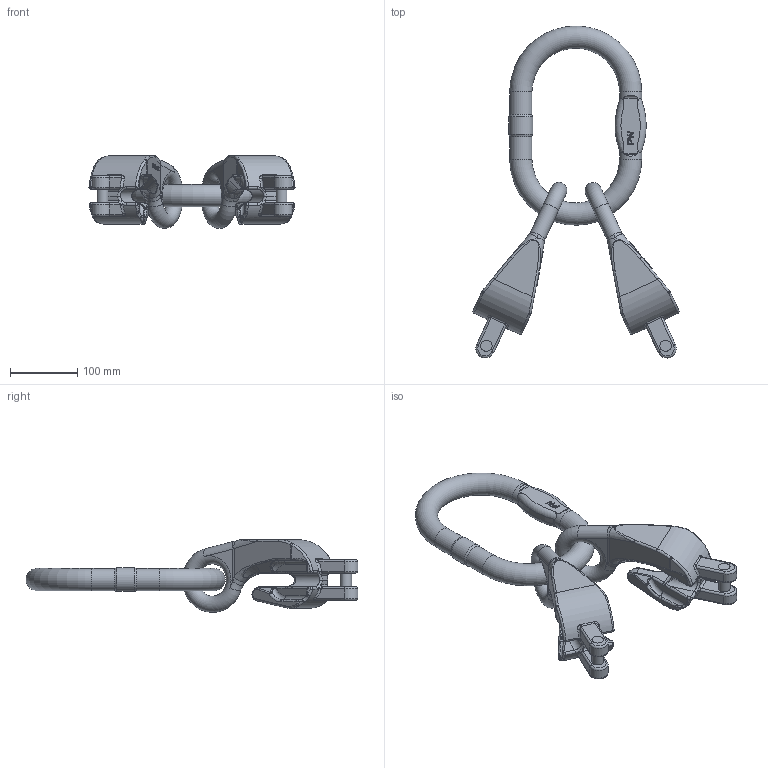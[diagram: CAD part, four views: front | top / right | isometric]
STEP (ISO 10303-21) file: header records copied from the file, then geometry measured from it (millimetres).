
FILE_DESCRIPTION(/* description */ (''),/* implementation_level */ '2;1');
FILE_NAME(/* name */ 'VMXKW2-16 Kundenmodell.stp',/* time_stamp */ '2017-11-09T15:46:32+01:00',/* author */ (''),/* organization */ (''),/* preprocessor_version */ 'ST-DEVELOPER v16',/* originating_system */ 'SIEMENS PLM Software NX 11.0',/* authorisation */ '');
FILE_SCHEMA (('AUTOMOTIVE_DESIGN { 1 0 10303 214 3 1 1 1 }'));
Length unit declared in the file: millimetre
Products named in the file (1): zer1B14471C53gi
Bounding box: 306.16 x 493.17 x 107.93 mm (x, y, z)
Volume: 1954005.7 mm3; surface area: 235742.3 mm2
Topology: 5 solids, 5 shells, 1104 faces, 2756 edges, 1662 vertices
Faces by surface type: plane 368, extrusion 227, bspline 216, cylinder 181, torus 58, sphere 44, cone 10
Full cylindrical faces by diameter (mm): 17 x6, 33 x4, 35.475 x1
Entity records: 39687 total; most frequent: CARTESIAN_POINT 15655, ORIENTED_EDGE 5382, DIRECTION 4134, EDGE_CURVE 2691, VERTEX_POINT 1658, AXIS2_PLACEMENT_3D 1406, VECTOR 1322, EDGE_LOOP 1175
